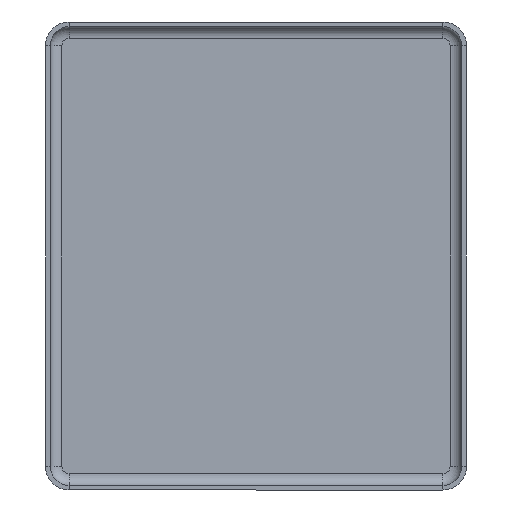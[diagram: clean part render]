
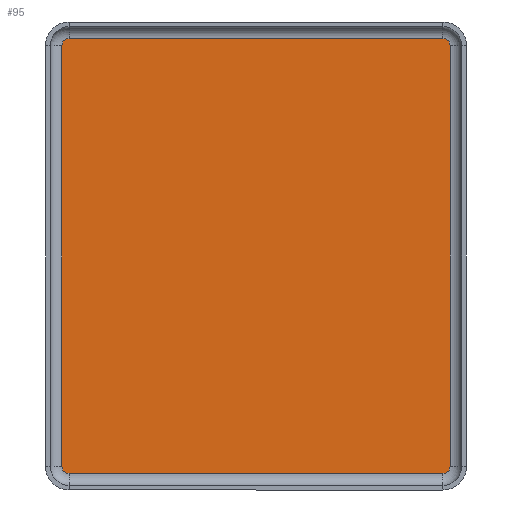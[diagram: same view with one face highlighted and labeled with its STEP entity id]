
A CAD part, front view. The second image highlights one B-rep face of the part: STEP entity #95.
In plain terms, the highlighted planar face has unit normal (0, -1, 0).
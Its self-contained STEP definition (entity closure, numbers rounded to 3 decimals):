
#2 = VERTEX_POINT ( 'NONE', #76 ) ;
#27 = EDGE_CURVE ( 'NONE', #493, #1166, #1007, .T. ) ;
#69 = CARTESIAN_POINT ( 'NONE',  ( 8.25, -0.2, 8.95 ) ) ;
#76 = CARTESIAN_POINT ( 'NONE',  ( 8.25, -0.2, -8.95 ) ) ;
#95 = ADVANCED_FACE ( 'NONE', ( #1050 ), #478, .T. ) ;
#106 = CARTESIAN_POINT ( 'NONE',  ( -8.25, -0.2, 8.95 ) ) ;
#109 = CARTESIAN_POINT ( 'NONE',  ( 7.95, -0.2, 9.25 ) ) ;
#110 = ORIENTED_EDGE ( 'NONE', *, *, #27, .T. ) ;
#117 = AXIS2_PLACEMENT_3D ( 'NONE', #374, #738, #827 ) ;
#160 = AXIS2_PLACEMENT_3D ( 'NONE', #881, #788, #418 ) ;
#183 = DIRECTION ( 'NONE',  ( 0., 0., -1. ) ) ;
#191 = DIRECTION ( 'NONE',  ( -1., 0., 0. ) ) ;
#217 = EDGE_CURVE ( 'NONE', #443, #2, #569, .T. ) ;
#247 = AXIS2_PLACEMENT_3D ( 'NONE', #1130, #308, #513 ) ;
#276 = LINE ( 'NONE', #1120, #525 ) ;
#282 = EDGE_CURVE ( 'NONE', #382, #493, #1177, .T. ) ;
#283 = DIRECTION ( 'NONE',  ( 0., -1., 0. ) ) ;
#284 = DIRECTION ( 'NONE',  ( 0., 0., 1. ) ) ;
#290 = ORIENTED_EDGE ( 'NONE', *, *, #733, .T. ) ;
#296 = DIRECTION ( 'NONE',  ( 0., 0., -1. ) ) ;
#308 = DIRECTION ( 'NONE',  ( 0., -1., 0. ) ) ;
#314 = CARTESIAN_POINT ( 'NONE',  ( 7.95, -0.2, -8.95 ) ) ;
#374 = CARTESIAN_POINT ( 'NONE',  ( -7.95, -0.2, -8.95 ) ) ;
#382 = VERTEX_POINT ( 'NONE', #69 ) ;
#418 = DIRECTION ( 'NONE',  ( 0., 0., -1. ) ) ;
#433 = ORIENTED_EDGE ( 'NONE', *, *, #504, .T. ) ;
#443 = VERTEX_POINT ( 'NONE', #551 ) ;
#454 = CARTESIAN_POINT ( 'NONE',  ( -7.95, -0.2, 8.95 ) ) ;
#478 = PLANE ( 'NONE',  #630 ) ;
#480 = CARTESIAN_POINT ( 'NONE',  ( -7.95, -0.2, 9.25 ) ) ;
#485 = CIRCLE ( 'NONE', #117, 0.3 ) ;
#493 = VERTEX_POINT ( 'NONE', #109 ) ;
#504 = EDGE_CURVE ( 'NONE', #1134, #773, #276, .T. ) ;
#513 = DIRECTION ( 'NONE',  ( 0., 0., -1. ) ) ;
#525 = VECTOR ( 'NONE', #296, 1000. ) ;
#537 = EDGE_CURVE ( 'NONE', #1166, #1134, #889, .T. ) ;
#551 = CARTESIAN_POINT ( 'NONE',  ( 7.95, -0.2, -9.25 ) ) ;
#569 = CIRCLE ( 'NONE', #247, 0.3 ) ;
#579 = EDGE_CURVE ( 'NONE', #773, #706, #485, .T. ) ;
#630 = AXIS2_PLACEMENT_3D ( 'NONE', #314, #283, #771 ) ;
#640 = ORIENTED_EDGE ( 'NONE', *, *, #537, .T. ) ;
#670 = CARTESIAN_POINT ( 'NONE',  ( -7.95, -0.2, -9.25 ) ) ;
#706 = VERTEX_POINT ( 'NONE', #670 ) ;
#708 = ORIENTED_EDGE ( 'NONE', *, *, #217, .T. ) ;
#725 = DIRECTION ( 'NONE',  ( 0., -1., 0. ) ) ;
#727 = CARTESIAN_POINT ( 'NONE',  ( 7.95, -0.2, 9.25 ) ) ;
#733 = EDGE_CURVE ( 'NONE', #706, #443, #961, .T. ) ;
#738 = DIRECTION ( 'NONE',  ( 0., -1., 0. ) ) ;
#755 = CARTESIAN_POINT ( 'NONE',  ( 8.25, -0.2, -8.95 ) ) ;
#771 = DIRECTION ( 'NONE',  ( 0., 0., -1. ) ) ;
#773 = VERTEX_POINT ( 'NONE', #1061 ) ;
#774 = VECTOR ( 'NONE', #284, 1000. ) ;
#788 = DIRECTION ( 'NONE',  ( 0., -1., 0. ) ) ;
#827 = DIRECTION ( 'NONE',  ( 0., 0., -1. ) ) ;
#831 = AXIS2_PLACEMENT_3D ( 'NONE', #454, #725, #183 ) ;
#847 = LINE ( 'NONE', #755, #774 ) ;
#858 = EDGE_LOOP ( 'NONE', ( #979, #1067, #110, #640, #433, #1069, #290, #708 ) ) ;
#881 = CARTESIAN_POINT ( 'NONE',  ( 7.95, -0.2, 8.95 ) ) ;
#889 = CIRCLE ( 'NONE', #831, 0.3 ) ;
#961 = LINE ( 'NONE', #1043, #1098 ) ;
#979 = ORIENTED_EDGE ( 'NONE', *, *, #1117, .T. ) ;
#982 = DIRECTION ( 'NONE',  ( 1., 0., 0. ) ) ;
#1007 = LINE ( 'NONE', #727, #1058 ) ;
#1043 = CARTESIAN_POINT ( 'NONE',  ( -7.95, -0.2, -9.25 ) ) ;
#1050 = FACE_OUTER_BOUND ( 'NONE', #858, .T. ) ;
#1058 = VECTOR ( 'NONE', #191, 1000. ) ;
#1061 = CARTESIAN_POINT ( 'NONE',  ( -8.25, -0.2, -8.95 ) ) ;
#1067 = ORIENTED_EDGE ( 'NONE', *, *, #282, .T. ) ;
#1069 = ORIENTED_EDGE ( 'NONE', *, *, #579, .T. ) ;
#1098 = VECTOR ( 'NONE', #982, 1000. ) ;
#1117 = EDGE_CURVE ( 'NONE', #2, #382, #847, .T. ) ;
#1120 = CARTESIAN_POINT ( 'NONE',  ( -8.25, -0.2, 8.95 ) ) ;
#1130 = CARTESIAN_POINT ( 'NONE',  ( 7.95, -0.2, -8.95 ) ) ;
#1134 = VERTEX_POINT ( 'NONE', #106 ) ;
#1166 = VERTEX_POINT ( 'NONE', #480 ) ;
#1177 = CIRCLE ( 'NONE', #160, 0.3 ) ;
